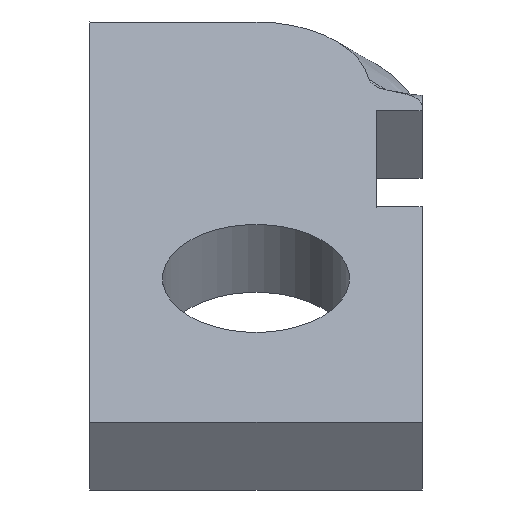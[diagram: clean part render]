
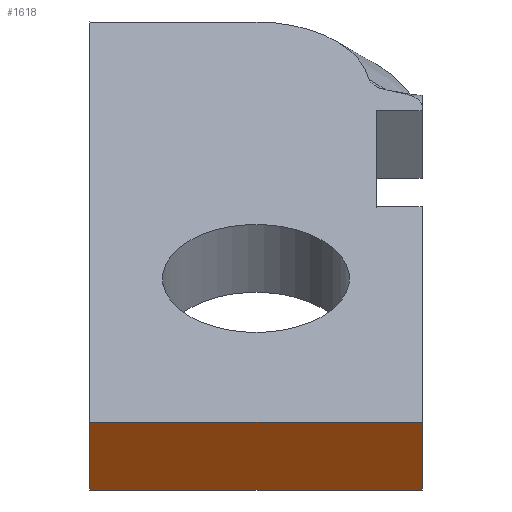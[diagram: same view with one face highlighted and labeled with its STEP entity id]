
A CAD part, isometric view. The second image highlights one B-rep face of the part: STEP entity #1618.
In plain terms, the highlighted planar face has unit normal (-0.707, -0.707, 0).
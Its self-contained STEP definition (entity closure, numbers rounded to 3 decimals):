
#72 = PLANE('',#73);
#73 = AXIS2_PLACEMENT_3D('',#74,#75,#76);
#74 = CARTESIAN_POINT('',(-15.09,-14.953,0.));
#75 = DIRECTION('',(0.,0.,1.));
#76 = DIRECTION('',(1.,0.,0.));
#128 = PLANE('',#129);
#129 = AXIS2_PLACEMENT_3D('',#130,#131,#132);
#130 = CARTESIAN_POINT('',(-15.09,-14.953,2.));
#131 = DIRECTION('',(0.,0.,1.));
#132 = DIRECTION('',(1.,0.,0.));
#1020 = VERTEX_POINT('',#1021);
#1021 = CARTESIAN_POINT('',(-24.042,-18.385,0.));
#1035 = PLANE('',#1036);
#1036 = AXIS2_PLACEMENT_3D('',#1037,#1038,#1039);
#1037 = CARTESIAN_POINT('',(-11.314,-5.657,0.));
#1038 = DIRECTION('',(0.707,-0.707,0.));
#1039 = DIRECTION('',(-0.707,-0.707,0.));
#1047 = EDGE_CURVE('',#1020,#1048,#1050,.T.);
#1048 = VERTEX_POINT('',#1049);
#1049 = CARTESIAN_POINT('',(-18.385,-24.042,0.));
#1050 = SURFACE_CURVE('',#1051,(#1055,#1062),.PCURVE_S1.);
#1051 = LINE('',#1052,#1053);
#1052 = CARTESIAN_POINT('',(-24.042,-18.385,0.));
#1053 = VECTOR('',#1054,1.);
#1054 = DIRECTION('',(0.707,-0.707,0.));
#1055 = PCURVE('',#72,#1056);
#1056 = DEFINITIONAL_REPRESENTATION('',(#1057),#1061);
#1057 = LINE('',#1058,#1059);
#1058 = CARTESIAN_POINT('',(-8.952,-3.432));
#1059 = VECTOR('',#1060,1.);
#1060 = DIRECTION('',(0.707,-0.707));
#1061 = ( GEOMETRIC_REPRESENTATION_CONTEXT(2) 
PARAMETRIC_REPRESENTATION_CONTEXT() REPRESENTATION_CONTEXT('2D SPACE',''
  ) );
#1062 = PCURVE('',#1063,#1068);
#1063 = PLANE('',#1064);
#1064 = AXIS2_PLACEMENT_3D('',#1065,#1066,#1067);
#1065 = CARTESIAN_POINT('',(-24.042,-18.385,0.));
#1066 = DIRECTION('',(0.707,0.707,0.));
#1067 = DIRECTION('',(0.707,-0.707,0.));
#1068 = DEFINITIONAL_REPRESENTATION('',(#1069),#1073);
#1069 = LINE('',#1070,#1071);
#1070 = CARTESIAN_POINT('',(0.,0.));
#1071 = VECTOR('',#1072,1.);
#1072 = DIRECTION('',(1.,0.));
#1073 = ( GEOMETRIC_REPRESENTATION_CONTEXT(2) 
PARAMETRIC_REPRESENTATION_CONTEXT() REPRESENTATION_CONTEXT('2D SPACE',''
  ) );
#1091 = PLANE('',#1092);
#1092 = AXIS2_PLACEMENT_3D('',#1093,#1094,#1095);
#1093 = CARTESIAN_POINT('',(-18.385,-24.042,0.));
#1094 = DIRECTION('',(-0.707,0.707,0.));
#1095 = DIRECTION('',(0.707,0.707,0.));
#1246 = VERTEX_POINT('',#1247);
#1247 = CARTESIAN_POINT('',(-24.042,-18.385,2.));
#1268 = EDGE_CURVE('',#1246,#1269,#1271,.T.);
#1269 = VERTEX_POINT('',#1270);
#1270 = CARTESIAN_POINT('',(-18.385,-24.042,2.));
#1271 = SURFACE_CURVE('',#1272,(#1276,#1283),.PCURVE_S1.);
#1272 = LINE('',#1273,#1274);
#1273 = CARTESIAN_POINT('',(-24.042,-18.385,2.));
#1274 = VECTOR('',#1275,1.);
#1275 = DIRECTION('',(0.707,-0.707,0.));
#1276 = PCURVE('',#128,#1277);
#1277 = DEFINITIONAL_REPRESENTATION('',(#1278),#1282);
#1278 = LINE('',#1279,#1280);
#1279 = CARTESIAN_POINT('',(-8.952,-3.432));
#1280 = VECTOR('',#1281,1.);
#1281 = DIRECTION('',(0.707,-0.707));
#1282 = ( GEOMETRIC_REPRESENTATION_CONTEXT(2) 
PARAMETRIC_REPRESENTATION_CONTEXT() REPRESENTATION_CONTEXT('2D SPACE',''
  ) );
#1283 = PCURVE('',#1063,#1284);
#1284 = DEFINITIONAL_REPRESENTATION('',(#1285),#1289);
#1285 = LINE('',#1286,#1287);
#1286 = CARTESIAN_POINT('',(0.,-2.));
#1287 = VECTOR('',#1288,1.);
#1288 = DIRECTION('',(1.,0.));
#1289 = ( GEOMETRIC_REPRESENTATION_CONTEXT(2) 
PARAMETRIC_REPRESENTATION_CONTEXT() REPRESENTATION_CONTEXT('2D SPACE',''
  ) );
#1595 = EDGE_CURVE('',#1048,#1269,#1596,.T.);
#1596 = SURFACE_CURVE('',#1597,(#1601,#1608),.PCURVE_S1.);
#1597 = LINE('',#1598,#1599);
#1598 = CARTESIAN_POINT('',(-18.385,-24.042,0.));
#1599 = VECTOR('',#1600,1.);
#1600 = DIRECTION('',(0.,0.,1.));
#1601 = PCURVE('',#1091,#1602);
#1602 = DEFINITIONAL_REPRESENTATION('',(#1603),#1607);
#1603 = LINE('',#1604,#1605);
#1604 = CARTESIAN_POINT('',(0.,0.));
#1605 = VECTOR('',#1606,1.);
#1606 = DIRECTION('',(0.,-1.));
#1607 = ( GEOMETRIC_REPRESENTATION_CONTEXT(2) 
PARAMETRIC_REPRESENTATION_CONTEXT() REPRESENTATION_CONTEXT('2D SPACE',''
  ) );
#1608 = PCURVE('',#1063,#1609);
#1609 = DEFINITIONAL_REPRESENTATION('',(#1610),#1614);
#1610 = LINE('',#1611,#1612);
#1611 = CARTESIAN_POINT('',(8.,0.));
#1612 = VECTOR('',#1613,1.);
#1613 = DIRECTION('',(0.,-1.));
#1614 = ( GEOMETRIC_REPRESENTATION_CONTEXT(2) 
PARAMETRIC_REPRESENTATION_CONTEXT() REPRESENTATION_CONTEXT('2D SPACE',''
  ) );
#1618 = ADVANCED_FACE('',(#1619),#1063,.F.);
#1619 = FACE_BOUND('',#1620,.F.);
#1620 = EDGE_LOOP('',(#1621,#1642,#1643,#1644));
#1621 = ORIENTED_EDGE('',*,*,#1622,.T.);
#1622 = EDGE_CURVE('',#1020,#1246,#1623,.T.);
#1623 = SURFACE_CURVE('',#1624,(#1628,#1635),.PCURVE_S1.);
#1624 = LINE('',#1625,#1626);
#1625 = CARTESIAN_POINT('',(-24.042,-18.385,0.));
#1626 = VECTOR('',#1627,1.);
#1627 = DIRECTION('',(0.,0.,1.));
#1628 = PCURVE('',#1063,#1629);
#1629 = DEFINITIONAL_REPRESENTATION('',(#1630),#1634);
#1630 = LINE('',#1631,#1632);
#1631 = CARTESIAN_POINT('',(0.,0.));
#1632 = VECTOR('',#1633,1.);
#1633 = DIRECTION('',(0.,-1.));
#1634 = ( GEOMETRIC_REPRESENTATION_CONTEXT(2) 
PARAMETRIC_REPRESENTATION_CONTEXT() REPRESENTATION_CONTEXT('2D SPACE',''
  ) );
#1635 = PCURVE('',#1035,#1636);
#1636 = DEFINITIONAL_REPRESENTATION('',(#1637),#1641);
#1637 = LINE('',#1638,#1639);
#1638 = CARTESIAN_POINT('',(18.,-0.));
#1639 = VECTOR('',#1640,1.);
#1640 = DIRECTION('',(0.,-1.));
#1641 = ( GEOMETRIC_REPRESENTATION_CONTEXT(2) 
PARAMETRIC_REPRESENTATION_CONTEXT() REPRESENTATION_CONTEXT('2D SPACE',''
  ) );
#1642 = ORIENTED_EDGE('',*,*,#1268,.T.);
#1643 = ORIENTED_EDGE('',*,*,#1595,.F.);
#1644 = ORIENTED_EDGE('',*,*,#1047,.F.);
